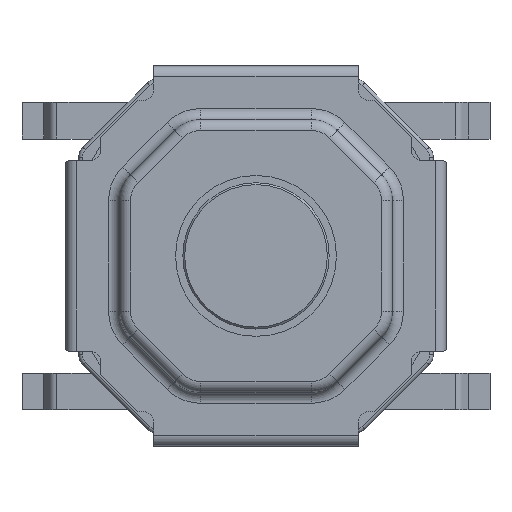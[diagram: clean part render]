
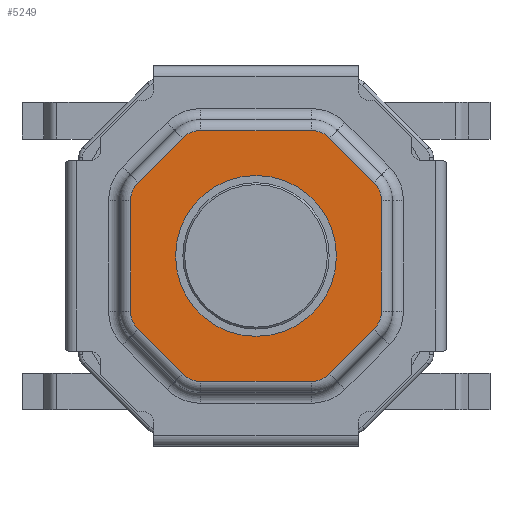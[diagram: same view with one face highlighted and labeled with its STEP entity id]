
A CAD part, top view. The second image highlights one B-rep face of the part: STEP entity #5249.
In plain terms, the highlighted planar face has unit normal (0, 0, 1).
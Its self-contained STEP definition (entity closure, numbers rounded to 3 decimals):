
#59=FACE_BOUND('',#634,.T.);
#136=PLANE('',#5643);
#332=FACE_OUTER_BOUND('',#633,.T.);
#633=EDGE_LOOP('',(#3757,#3758,#3759,#3760,#3761,#3762,#3763,#3764,#3765,
#3766,#3767,#3768,#3769,#3770,#3771,#3772));
#634=EDGE_LOOP('',(#3773));
#1029=LINE('',#8310,#1512);
#1030=LINE('',#8314,#1513);
#1031=LINE('',#8318,#1514);
#1032=LINE('',#8322,#1515);
#1033=LINE('',#8326,#1516);
#1034=LINE('',#8330,#1517);
#1035=LINE('',#8334,#1518);
#1036=LINE('',#8337,#1519);
#1512=VECTOR('',#6474,950.);
#1513=VECTOR('',#6477,950.);
#1514=VECTOR('',#6480,950.);
#1515=VECTOR('',#6483,950.);
#1516=VECTOR('',#6486,950.);
#1517=VECTOR('',#6489,950.);
#1518=VECTOR('',#6492,950.);
#1519=VECTOR('',#6495,950.);
#1868=CIRCLE('',#5531,1.045);
#1940=CIRCLE('',#5644,0.333);
#1941=CIRCLE('',#5645,0.333);
#1942=CIRCLE('',#5646,0.333);
#1943=CIRCLE('',#5647,0.333);
#1944=CIRCLE('',#5648,0.333);
#1945=CIRCLE('',#5649,0.333);
#1946=CIRCLE('',#5650,0.333);
#1947=CIRCLE('',#5651,0.333);
#2153=VERTEX_POINT('',#7736);
#2327=VERTEX_POINT('',#8306);
#2328=VERTEX_POINT('',#8307);
#2329=VERTEX_POINT('',#8309);
#2330=VERTEX_POINT('',#8311);
#2331=VERTEX_POINT('',#8313);
#2332=VERTEX_POINT('',#8315);
#2333=VERTEX_POINT('',#8317);
#2334=VERTEX_POINT('',#8319);
#2335=VERTEX_POINT('',#8321);
#2336=VERTEX_POINT('',#8323);
#2337=VERTEX_POINT('',#8325);
#2338=VERTEX_POINT('',#8327);
#2339=VERTEX_POINT('',#8329);
#2340=VERTEX_POINT('',#8331);
#2341=VERTEX_POINT('',#8333);
#2342=VERTEX_POINT('',#8335);
#2658=EDGE_CURVE('',#2153,#2153,#1868,.T.);
#2872=EDGE_CURVE('',#2327,#2328,#1940,.T.);
#2873=EDGE_CURVE('',#2327,#2329,#1029,.T.);
#2874=EDGE_CURVE('',#2329,#2330,#1941,.T.);
#2875=EDGE_CURVE('',#2330,#2331,#1030,.T.);
#2876=EDGE_CURVE('',#2331,#2332,#1942,.T.);
#2877=EDGE_CURVE('',#2332,#2333,#1031,.T.);
#2878=EDGE_CURVE('',#2334,#2333,#1943,.T.);
#2879=EDGE_CURVE('',#2335,#2334,#1032,.T.);
#2880=EDGE_CURVE('',#2336,#2335,#1944,.T.);
#2881=EDGE_CURVE('',#2337,#2336,#1033,.T.);
#2882=EDGE_CURVE('',#2337,#2338,#1945,.T.);
#2883=EDGE_CURVE('',#2338,#2339,#1034,.T.);
#2884=EDGE_CURVE('',#2339,#2340,#1946,.T.);
#2885=EDGE_CURVE('',#2341,#2340,#1035,.T.);
#2886=EDGE_CURVE('',#2342,#2341,#1947,.T.);
#2887=EDGE_CURVE('',#2328,#2342,#1036,.T.);
#3757=ORIENTED_EDGE('',*,*,#2872,.F.);
#3758=ORIENTED_EDGE('',*,*,#2873,.T.);
#3759=ORIENTED_EDGE('',*,*,#2874,.T.);
#3760=ORIENTED_EDGE('',*,*,#2875,.T.);
#3761=ORIENTED_EDGE('',*,*,#2876,.T.);
#3762=ORIENTED_EDGE('',*,*,#2877,.T.);
#3763=ORIENTED_EDGE('',*,*,#2878,.F.);
#3764=ORIENTED_EDGE('',*,*,#2879,.F.);
#3765=ORIENTED_EDGE('',*,*,#2880,.F.);
#3766=ORIENTED_EDGE('',*,*,#2881,.F.);
#3767=ORIENTED_EDGE('',*,*,#2882,.T.);
#3768=ORIENTED_EDGE('',*,*,#2883,.T.);
#3769=ORIENTED_EDGE('',*,*,#2884,.T.);
#3770=ORIENTED_EDGE('',*,*,#2885,.F.);
#3771=ORIENTED_EDGE('',*,*,#2886,.F.);
#3772=ORIENTED_EDGE('',*,*,#2887,.F.);
#3773=ORIENTED_EDGE('',*,*,#2658,.F.);
#5249=ADVANCED_FACE('',(#332,#59),#136,.T.);
#5531=AXIS2_PLACEMENT_3D('',#7737,#6119,#6120);
#5643=AXIS2_PLACEMENT_3D('',#8305,#6470,#6471);
#5644=AXIS2_PLACEMENT_3D('',#8308,#6472,#6473);
#5645=AXIS2_PLACEMENT_3D('',#8312,#6475,#6476);
#5646=AXIS2_PLACEMENT_3D('',#8316,#6478,#6479);
#5647=AXIS2_PLACEMENT_3D('',#8320,#6481,#6482);
#5648=AXIS2_PLACEMENT_3D('',#8324,#6484,#6485);
#5649=AXIS2_PLACEMENT_3D('',#8328,#6487,#6488);
#5650=AXIS2_PLACEMENT_3D('',#8332,#6490,#6491);
#5651=AXIS2_PLACEMENT_3D('',#8336,#6493,#6494);
#6119=DIRECTION('center_axis',(0.,0.,1.));
#6120=DIRECTION('ref_axis',(0.,-1.,0.));
#6470=DIRECTION('center_axis',(0.,0.,1.));
#6471=DIRECTION('ref_axis',(1.,0.,0.));
#6472=DIRECTION('center_axis',(0.,0.,-1.));
#6473=DIRECTION('ref_axis',(0.,1.,0.));
#6474=DIRECTION('',(0.,1.,0.));
#6475=DIRECTION('center_axis',(0.,0.,1.));
#6476=DIRECTION('ref_axis',(0.,-1.,0.));
#6477=DIRECTION('',(-0.707,0.707,0.));
#6478=DIRECTION('center_axis',(0.,0.,1.));
#6479=DIRECTION('ref_axis',(0.,-1.,0.));
#6480=DIRECTION('',(-1.,0.,0.));
#6481=DIRECTION('center_axis',(0.,0.,-1.));
#6482=DIRECTION('ref_axis',(0.,-1.,0.));
#6483=DIRECTION('',(0.707,0.707,0.));
#6484=DIRECTION('center_axis',(0.,0.,-1.));
#6485=DIRECTION('ref_axis',(0.,-1.,0.));
#6486=DIRECTION('',(0.,1.,0.));
#6487=DIRECTION('center_axis',(0.,0.,1.));
#6488=DIRECTION('ref_axis',(0.,1.,0.));
#6489=DIRECTION('',(0.707,-0.707,0.));
#6490=DIRECTION('center_axis',(0.,0.,1.));
#6491=DIRECTION('ref_axis',(0.,1.,0.));
#6492=DIRECTION('',(-1.,0.,0.));
#6493=DIRECTION('center_axis',(0.,0.,-1.));
#6494=DIRECTION('ref_axis',(0.,1.,0.));
#6495=DIRECTION('',(-0.707,-0.707,0.));
#7736=CARTESIAN_POINT('',(0.,0.934,1.251));
#7737=CARTESIAN_POINT('Origin',(0.,-0.111,
1.251));
#8305=CARTESIAN_POINT('Origin',(1.297,0.608,1.251));
#8306=CARTESIAN_POINT('',(1.629,-0.829,1.251));
#8307=CARTESIAN_POINT('',(1.532,-1.064,1.251));
#8308=CARTESIAN_POINT('Origin',(1.297,-0.829,1.251));
#8309=CARTESIAN_POINT('',(1.629,0.608,1.251));
#8310=CARTESIAN_POINT('',(1.629,0.608,1.251));
#8311=CARTESIAN_POINT('',(1.532,0.843,1.251));
#8312=CARTESIAN_POINT('Origin',(1.297,0.608,1.251));
#8313=CARTESIAN_POINT('',(0.954,1.421,1.251));
#8314=CARTESIAN_POINT('',(0.954,1.421,1.251));
#8315=CARTESIAN_POINT('',(0.719,1.519,1.251));
#8316=CARTESIAN_POINT('Origin',(0.719,1.186,1.251));
#8317=CARTESIAN_POINT('',(-0.719,1.519,1.251));
#8318=CARTESIAN_POINT('',(0.,1.519,1.251));
#8319=CARTESIAN_POINT('',(-0.954,1.421,1.251));
#8320=CARTESIAN_POINT('Origin',(-0.719,1.186,1.251));
#8321=CARTESIAN_POINT('',(-1.532,0.843,1.251));
#8322=CARTESIAN_POINT('',(-0.954,1.421,1.251));
#8323=CARTESIAN_POINT('',(-1.629,0.608,1.251));
#8324=CARTESIAN_POINT('Origin',(-1.297,0.608,1.251));
#8325=CARTESIAN_POINT('',(-1.629,-0.829,1.251));
#8326=CARTESIAN_POINT('',(-1.629,0.608,1.251));
#8327=CARTESIAN_POINT('',(-1.532,-1.064,1.251));
#8328=CARTESIAN_POINT('Origin',(-1.297,-0.829,1.251));
#8329=CARTESIAN_POINT('',(-0.954,-1.642,1.251));
#8330=CARTESIAN_POINT('',(-0.954,-1.642,1.251));
#8331=CARTESIAN_POINT('',(-0.719,-1.74,1.251));
#8332=CARTESIAN_POINT('Origin',(-0.719,-1.407,1.251));
#8333=CARTESIAN_POINT('',(0.719,-1.74,1.251));
#8334=CARTESIAN_POINT('',(0.,-1.74,1.251));
#8335=CARTESIAN_POINT('',(0.954,-1.642,1.251));
#8336=CARTESIAN_POINT('Origin',(0.719,-1.407,1.251));
#8337=CARTESIAN_POINT('',(0.954,-1.642,1.251));
